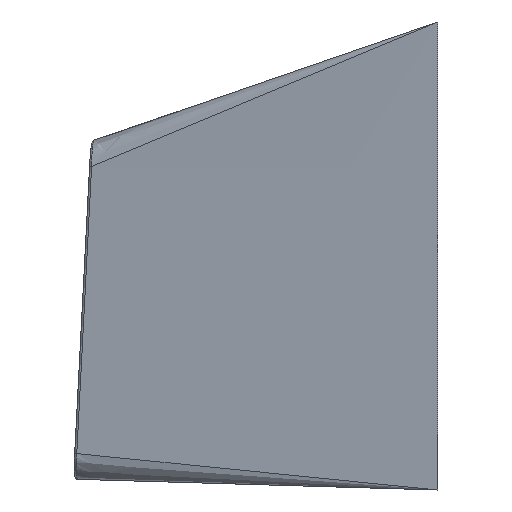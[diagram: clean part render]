
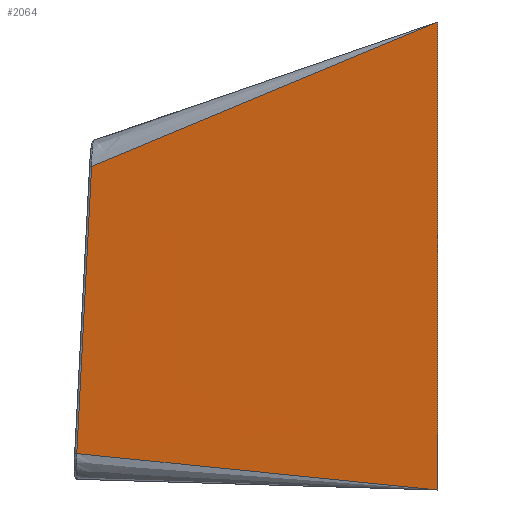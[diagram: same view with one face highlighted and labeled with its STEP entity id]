
A CAD part, left-side view. The second image highlights one B-rep face of the part: STEP entity #2064.
In plain terms, the highlighted free-form (B-spline) face has degree [3, 1] with [6, 2] control points.
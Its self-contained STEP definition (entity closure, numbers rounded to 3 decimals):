
#18 = FACE_OUTER_BOUND ( 'NONE', #21, .T. ) ;
#21 = EDGE_LOOP ( 'NONE', ( #1437, #530, #1031, #575 ) ) ;
#101 = CARTESIAN_POINT ( 'NONE',  ( 2.633, 13.433, 10.053 ) ) ;
#151 = B_SPLINE_CURVE_WITH_KNOTS ( 'NONE', 3,
 ( #1624, #2625, #2863, #2834, #1856, #162, #1404, #3120, #1943, #2668, #2413, #2934, #473, #220 ),
 .UNSPECIFIED., .F., .F.,
 ( 4, 2, 2, 1, 1, 2, 2, 4 ),
 ( 0.007, 0.255, 0.379, 0.441, 0.472, 0.488, 0.503, 1. ),
 .UNSPECIFIED. ) ;
#162 = CARTESIAN_POINT ( 'NONE',  ( 1.607, 8.484, 0.853 ) ) ;
#165 = CARTESIAN_POINT ( 'NONE',  ( 1.347, 6.796, 15.16 ) ) ;
#220 = CARTESIAN_POINT ( 'NONE',  ( 0., 0., 0. ) ) ;
#308 = CARTESIAN_POINT ( 'NONE',  ( 2.633, 13.372, 11.249 ) ) ;
#333 = EDGE_CURVE ( 'NONE', #1601, #1687, #1171, .T. ) ;
#364 = CARTESIAN_POINT ( 'NONE',  ( 2.633, 13.824, 2.504 ) ) ;
#407 = CARTESIAN_POINT ( 'NONE',  ( 1.727, 8.717, 14.358 ) ) ;
#453 = CARTESIAN_POINT ( 'NONE',  ( 0., 0., 0. ) ) ;
#473 = CARTESIAN_POINT ( 'NONE',  ( 0.471, 2.493, 0.25 ) ) ;
#530 = ORIENTED_EDGE ( 'NONE', *, *, #672, .T. ) ;
#575 = ORIENTED_EDGE ( 'NONE', *, *, #333, .F. ) ;
#635 = CARTESIAN_POINT ( 'NONE',  ( 2.633, 13.31, 12.444 ) ) ;
#672 = EDGE_CURVE ( 'NONE', #2623, #2972, #1626, .T. ) ;
#789 = CARTESIAN_POINT ( 'NONE',  ( 0., 0., 18. ) ) ;
#791 = CARTESIAN_POINT ( 'NONE',  ( 2.633, 13.881, 1.401 ) ) ;
#919 = CARTESIAN_POINT ( 'NONE',  ( 0.912, 4.599, 16.077 ) ) ;
#928 = CARTESIAN_POINT ( 'NONE',  ( 2.224, 11.235, 13.308 ) ) ;
#961 = CARTESIAN_POINT ( 'NONE',  ( 2.65, 13.795, 4.746 ) ) ;
#1031 = ORIENTED_EDGE ( 'NONE', *, *, #1322, .T. ) ;
#1123 = CARTESIAN_POINT ( 'NONE',  ( 2.633, 13.688, 5.129 ) ) ;
#1147 = CARTESIAN_POINT ( 'NONE',  ( 2.433, 12.297, 12.866 ) ) ;
#1171 = LINE ( 'NONE', #3022, #1278 ) ;
#1202 = CARTESIAN_POINT ( 'NONE',  ( 2.65, 13.347, 13.404 ) ) ;
#1223 = B_SPLINE_CURVE_WITH_KNOTS ( 'NONE', 3,
 ( #2340, #3134, #919, #1872, #165, #1862, #1656, #3123, #407, #1846, #928, #1147, #635 ),
 .UNSPECIFIED., .F., .F.,
 ( 4, 2, 2, 1, 1, 1, 2, 4 ),
 ( 0., 0.496, 0.512, 0.527, 0.558, 0.62, 0.745, 0.993 ),
 .UNSPECIFIED. ) ;
#1278 = VECTOR ( 'NONE', #1766, 1000. ) ;
#1322 = EDGE_CURVE ( 'NONE', #2972, #1687, #151, .T. ) ;
#1338 = CARTESIAN_POINT ( 'NONE',  ( 2.633, 13.767, 3.607 ) ) ;
#1351 = CARTESIAN_POINT ( 'NONE',  ( 2.633, 13.559, 7.615 ) ) ;
#1404 = CARTESIAN_POINT ( 'NONE',  ( 1.52, 8.026, 0.807 ) ) ;
#1437 = ORIENTED_EDGE ( 'NONE', *, *, #2297, .T. ) ;
#1601 = VERTEX_POINT ( 'NONE', #789 ) ;
#1606 = CARTESIAN_POINT ( 'NONE',  ( 0., 0., 0. ) ) ;
#1624 = CARTESIAN_POINT ( 'NONE',  ( 2.633, 13.881, 1.401 ) ) ;
#1626 = B_SPLINE_CURVE_WITH_KNOTS ( 'NONE', 3,
 ( #1778, #308, #101, #3087, #1351, #2339, #1123, #2328, #2588, #1813, #1338, #364, #3056 ),
 .UNSPECIFIED., .F., .F.,
 ( 4, 3, 3, 3, 4 ),
 ( 0., 0.004, 0.007, 0.008, 0.011 ),
 .UNSPECIFIED. ) ;
#1656 = CARTESIAN_POINT ( 'NONE',  ( 1.421, 7.171, 15.003 ) ) ;
#1687 = VERTEX_POINT ( 'NONE', #1606 ) ;
#1699 = CARTESIAN_POINT ( 'NONE',  ( 0., 0., 3. ) ) ;
#1766 = DIRECTION ( 'NONE',  ( 0., 0., -1. ) ) ;
#1778 = CARTESIAN_POINT ( 'NONE',  ( 2.633, 13.31, 12.444 ) ) ;
#1813 = CARTESIAN_POINT ( 'NONE',  ( 2.633, 13.71, 4.711 ) ) ;
#1846 = CARTESIAN_POINT ( 'NONE',  ( 1.895, 9.569, 14.003 ) ) ;
#1856 = CARTESIAN_POINT ( 'NONE',  ( 1.779, 9.392, 0.945 ) ) ;
#1862 = CARTESIAN_POINT ( 'NONE',  ( 1.377, 6.946, 15.097 ) ) ;
#1872 = CARTESIAN_POINT ( 'NONE',  ( 1.332, 6.717, 15.193 ) ) ;
#1943 = CARTESIAN_POINT ( 'NONE',  ( 1.372, 7.247, 0.728 ) ) ;
#2064 = ADVANCED_FACE ( 'NONE', ( #18 ), #2443, .T. ) ;
#2170 = CARTESIAN_POINT ( 'NONE',  ( 2.65, 14.02, 0.416 ) ) ;
#2297 = EDGE_CURVE ( 'NONE', #1601, #2623, #1223, .T. ) ;
#2328 = CARTESIAN_POINT ( 'NONE',  ( 2.633, 13.695, 4.99 ) ) ;
#2339 = CARTESIAN_POINT ( 'NONE',  ( 2.633, 13.624, 6.372 ) ) ;
#2340 = CARTESIAN_POINT ( 'NONE',  ( 0., 0., 18. ) ) ;
#2410 = CARTESIAN_POINT ( 'NONE',  ( 2.65, 13.907, 2.581 ) ) ;
#2413 = CARTESIAN_POINT ( 'NONE',  ( 1.326, 7.007, 0.704 ) ) ;
#2443 = B_SPLINE_SURFACE_WITH_KNOTS ( 'NONE', 3, 1, ( 
 ( #453, #2170 ),
 ( #1699, #2410 ),
 ( #2880, #961 ),
 ( #2665, #2915 ),
 ( #2930, #2634 ),
 ( #3171, #1202 ) ),
 .UNSPECIFIED., .F., .F., .F.,
 ( 4, 2, 4 ),
 ( 2, 2 ),
 ( 0., 0.5, 1. ),
 ( 0., 1. ),
 .UNSPECIFIED. ) ;
#2588 = CARTESIAN_POINT ( 'NONE',  ( 2.633, 13.702, 4.85 ) ) ;
#2590 = CARTESIAN_POINT ( 'NONE',  ( 2.633, 13.31, 12.444 ) ) ;
#2623 = VERTEX_POINT ( 'NONE', #2590 ) ;
#2625 = CARTESIAN_POINT ( 'NONE',  ( 2.432, 12.827, 1.294 ) ) ;
#2634 = CARTESIAN_POINT ( 'NONE',  ( 2.65, 13.459, 11.24 ) ) ;
#2665 = CARTESIAN_POINT ( 'NONE',  ( 0., 0., 12. ) ) ;
#2668 = CARTESIAN_POINT ( 'NONE',  ( 1.342, 7.089, 0.713 ) ) ;
#2834 = CARTESIAN_POINT ( 'NONE',  ( 1.892, 9.985, 1.005 ) ) ;
#2863 = CARTESIAN_POINT ( 'NONE',  ( 2.222, 11.722, 1.181 ) ) ;
#2880 = CARTESIAN_POINT ( 'NONE',  ( 0., 0., 6. ) ) ;
#2915 = CARTESIAN_POINT ( 'NONE',  ( 2.65, 13.571, 9.075 ) ) ;
#2930 = CARTESIAN_POINT ( 'NONE',  ( 0., 0., 15. ) ) ;
#2934 = CARTESIAN_POINT ( 'NONE',  ( 0.909, 4.806, 0.482 ) ) ;
#2972 = VERTEX_POINT ( 'NONE', #791 ) ;
#3022 = CARTESIAN_POINT ( 'NONE',  ( 0., 0., 18. ) ) ;
#3056 = CARTESIAN_POINT ( 'NONE',  ( 2.633, 13.881, 1.401 ) ) ;
#3087 = CARTESIAN_POINT ( 'NONE',  ( 2.633, 13.495, 8.858 ) ) ;
#3120 = CARTESIAN_POINT ( 'NONE',  ( 1.417, 7.482, 0.752 ) ) ;
#3123 = CARTESIAN_POINT ( 'NONE',  ( 1.524, 7.692, 14.786 ) ) ;
#3134 = CARTESIAN_POINT ( 'NONE',  ( 0.473, 2.382, 17.004 ) ) ;
#3171 = CARTESIAN_POINT ( 'NONE',  ( 0., 0., 18. ) ) ;
